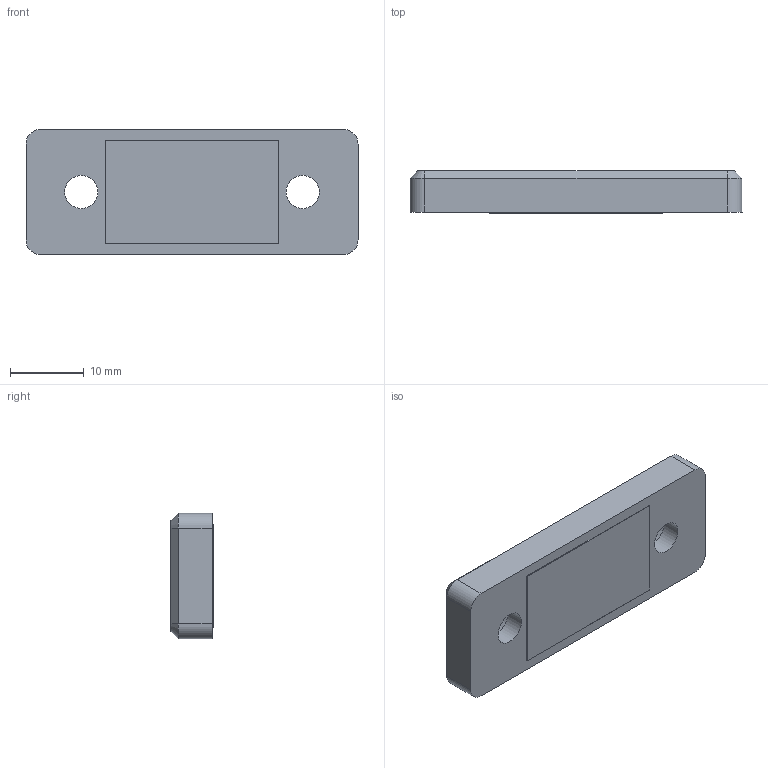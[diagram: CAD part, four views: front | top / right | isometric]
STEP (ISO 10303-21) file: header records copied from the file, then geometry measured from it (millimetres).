
FILE_DESCRIPTION(/* description */ (''),/* implementation_level */ '2;1');
FILE_NAME(/* name */ 'B-MP30.stp',/* time_stamp */ '2024-09-25T18:44:56+09:00',/* author */ ('user'),/* organization */ (''),/* preprocessor_version */ 'ST-DEVELOPER v15.6',/* originating_system */ 'Autodesk Inventor 2015',/* authorisation */ '');
FILE_SCHEMA (('AUTOMOTIVE_DESIGN { 1 0 10303 214 3 1 1 }'));
Length unit declared in the file: millimetre
Products named in the file (1): B-MP30
Bounding box: 45 x 5.7 x 17 mm (x, y, z)
Volume: 3720.2 mm3; surface area: 2317.8 mm2
Topology: 1 solids, 1 shells, 31 faces, 70 edges, 44 vertices
Faces by surface type: plane 17, cylinder 8, cone 6
Full cylindrical faces by diameter (mm): 4.5 x2, 9.6 x2
Entity records: 853 total; most frequent: DIRECTION 148, CARTESIAN_POINT 136, ORIENTED_EDGE 124, EDGE_CURVE 62, AXIS2_PLACEMENT_3D 54, EDGE_LOOP 44, VERTEX_POINT 42, LINE 40
